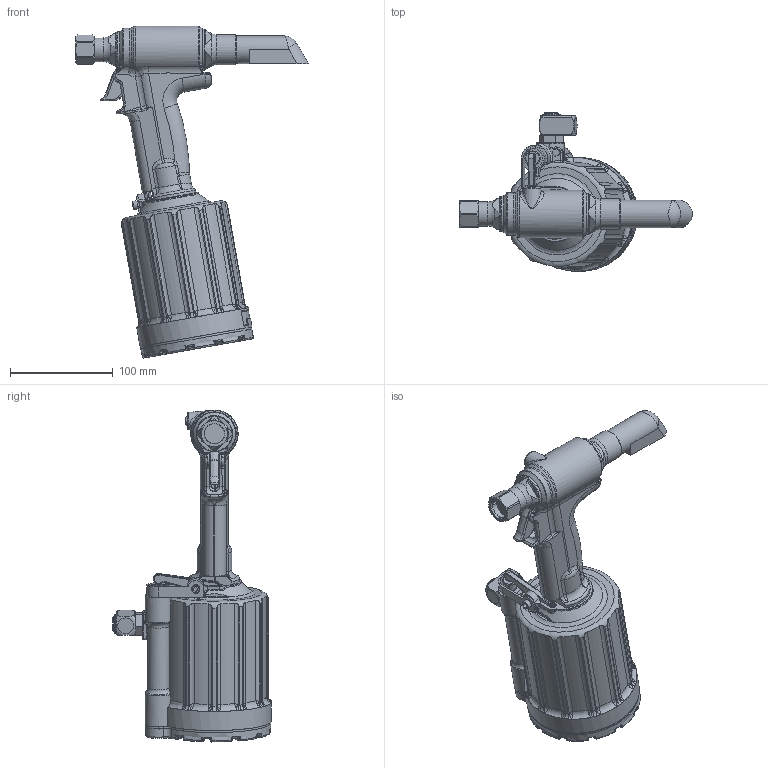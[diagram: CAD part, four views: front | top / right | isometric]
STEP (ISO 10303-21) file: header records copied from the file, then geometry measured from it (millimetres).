
FILE_DESCRIPTION(/* description */ (''),/* implementation_level */ '2;1');
FILE_NAME(/* name */ '2024.stp',/* time_stamp */ '2010-04-23T09:30:25-04:00',/* author */ (''),/* organization */ (''),/* preprocessor_version */ 'ST-DEVELOPER v11',/* originating_system */ 'SIEMENS UGS NX 6.0',/* authorisation */ '');
FILE_SCHEMA (('CONFIG_CONTROL_DESIGN'));
Length unit declared in the file: inch
Products named in the file (1): 2024
Bounding box: 226.31 x 154.13 x 322.62 mm (x, y, z)
Volume: 829139.2 mm3; surface area: 281382.7 mm2
Topology: 2 solids, 21 shells, 1721 faces, 4194 edges, 2475 vertices
Faces by surface type: cylinder 523, plane 446, torus 331, bspline 258, cone 85, sphere 72, extrusion 5, revolution 1
Full cylindrical faces by diameter (mm): 1.27 x3, 3.2 x1, 3.658 x1, 4.242 x1, 4.762 x2, 4.826 x3, 7.938 x1, 9.08 x1, 9.906 x1, 12.689 x3, 12.7 x1, 13.411 x1, 14.199 x2, 14.275 x1, 16.485 x1, 19.069 x1, 19.075 x1, 19.494 x1, 19.875 x1, 22.162 x1, 22.669 x1, 22.86 x1, 23.635 x1, 23.736 x1, 23.762 x1, 24.206 x1, 24.409 x1, 24.435 x1, 24.701 x1, 24.841 x1
Entity records: 60593 total; most frequent: CARTESIAN_POINT 23761, DIRECTION 7640, ORIENTED_EDGE 7520, EDGE_CURVE 3760, AXIS2_PLACEMENT_3D 3267, VERTEX_POINT 2361, EDGE_LOOP 2063, CIRCLE 1776
